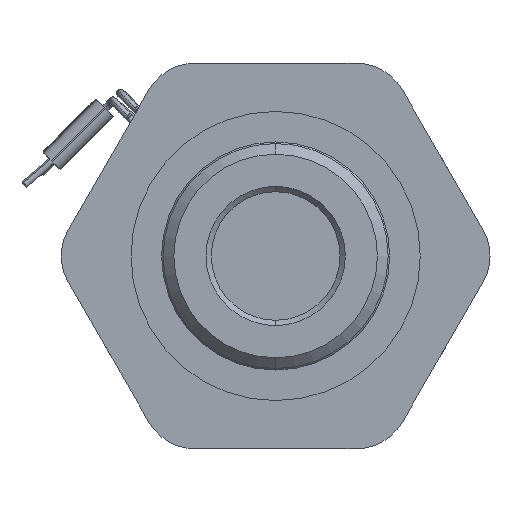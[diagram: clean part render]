
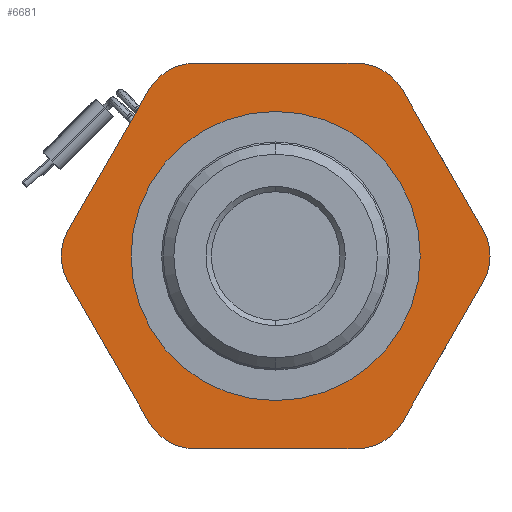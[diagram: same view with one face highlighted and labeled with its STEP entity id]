
A CAD part, front view. The second image highlights one B-rep face of the part: STEP entity #6681.
In plain terms, the highlighted planar face has unit normal (0, -1, 0).
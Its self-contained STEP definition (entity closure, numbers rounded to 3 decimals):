
#188 = AXIS2_PLACEMENT_3D ( 'NONE', #7595, #12912, #6725 ) ;
#339 = CARTESIAN_POINT ( 'NONE',  ( 13.5, -7., -18. ) ) ;
#346 = DIRECTION ( 'NONE',  ( 0.5, 0., -0.866 ) ) ;
#473 = ORIENTED_EDGE ( 'NONE', *, *, #713, .T. ) ;
#567 = CARTESIAN_POINT ( 'NONE',  ( -12.213, -7., 14.846 ) ) ;
#713 = EDGE_CURVE ( 'NONE', #11325, #2351, #8481, .T. ) ;
#877 = CIRCLE ( 'NONE', #5969, 5. ) ;
#892 = DIRECTION ( 'NONE',  ( 0., -1., 0. ) ) ;
#903 = EDGE_CURVE ( 'NONE', #13432, #2351, #4167, .T. ) ;
#931 = CARTESIAN_POINT ( 'NONE',  ( -15.011, -7., 0. ) ) ;
#1157 = EDGE_CURVE ( 'NONE', #12404, #4511, #9624, .T. ) ;
#1220 = ORIENTED_EDGE ( 'NONE', *, *, #8603, .F. ) ;
#1230 = EDGE_LOOP ( 'NONE', ( #8959, #7621 ) ) ;
#1253 = VERTEX_POINT ( 'NONE', #9939 ) ;
#1538 = ORIENTED_EDGE ( 'NONE', *, *, #8085, .T. ) ;
#2110 = CIRCLE ( 'NONE', #12900, 5. ) ;
#2138 = FACE_OUTER_BOUND ( 'NONE', #9906, .T. ) ;
#2351 = VERTEX_POINT ( 'NONE', #8803 ) ;
#2576 = AXIS2_PLACEMENT_3D ( 'NONE', #10732, #11978, #4595 ) ;
#2616 = VECTOR ( 'NONE', #346, 1000. ) ;
#2635 = CARTESIAN_POINT ( 'NONE',  ( -7.506, -7., -13. ) ) ;
#2680 = DIRECTION ( 'NONE',  ( 0., 0., -1. ) ) ;
#2822 = ORIENTED_EDGE ( 'NONE', *, *, #5930, .F. ) ;
#2878 = CARTESIAN_POINT ( 'NONE',  ( -7.506, -7., 18. ) ) ;
#2893 = AXIS2_PLACEMENT_3D ( 'NONE', #6363, #10566, #4232 ) ;
#2993 = VERTEX_POINT ( 'NONE', #8335 ) ;
#3046 = CARTESIAN_POINT ( 'NONE',  ( 13.5, -7., 18. ) ) ;
#3071 = CIRCLE ( 'NONE', #2893, 13.5 ) ;
#3126 = DIRECTION ( 'NONE',  ( 1., 0., 0. ) ) ;
#3153 = CARTESIAN_POINT ( 'NONE',  ( 7.506, -7., -18. ) ) ;
#3336 = CIRCLE ( 'NONE', #5312, 5. ) ;
#3337 = CARTESIAN_POINT ( 'NONE',  ( 18.963, -7., 3.154 ) ) ;
#3376 = VERTEX_POINT ( 'NONE', #13249 ) ;
#3470 = VECTOR ( 'NONE', #8340, 1000. ) ;
#3814 = ORIENTED_EDGE ( 'NONE', *, *, #8982, .F. ) ;
#3942 = EDGE_CURVE ( 'NONE', #2993, #1253, #4688, .T. ) ;
#4167 = LINE ( 'NONE', #4813, #7627 ) ;
#4232 = DIRECTION ( 'NONE',  ( 0., 0., -1. ) ) ;
#4308 = EDGE_CURVE ( 'NONE', #9060, #3376, #9442, .T. ) ;
#4511 = VERTEX_POINT ( 'NONE', #13230 ) ;
#4595 = DIRECTION ( 'NONE',  ( 0., 0., -1. ) ) ;
#4688 = CIRCLE ( 'NONE', #188, 13.5 ) ;
#4813 = CARTESIAN_POINT ( 'NONE',  ( 18.963, -7., -3.154 ) ) ;
#5047 = DIRECTION ( 'NONE',  ( -0.5, 0., 0.866 ) ) ;
#5088 = ORIENTED_EDGE ( 'NONE', *, *, #903, .F. ) ;
#5258 = CARTESIAN_POINT ( 'NONE',  ( 19.341, -7., 2.5 ) ) ;
#5265 = EDGE_CURVE ( 'NONE', #12404, #3376, #9903, .T. ) ;
#5312 = AXIS2_PLACEMENT_3D ( 'NONE', #2635, #6881, #2680 ) ;
#5437 = CARTESIAN_POINT ( 'NONE',  ( -7.506, -7., -18. ) ) ;
#5598 = ORIENTED_EDGE ( 'NONE', *, *, #1157, .T. ) ;
#5665 = DIRECTION ( 'NONE',  ( 0., -1., 0. ) ) ;
#5701 = VECTOR ( 'NONE', #5047, 1000. ) ;
#5836 = DIRECTION ( 'NONE',  ( 0., 0., -1. ) ) ;
#5930 = EDGE_CURVE ( 'NONE', #7945, #4511, #6479, .T. ) ;
#5969 = AXIS2_PLACEMENT_3D ( 'NONE', #10083, #8975, #5836 ) ;
#6235 = ORIENTED_EDGE ( 'NONE', *, *, #5265, .F. ) ;
#6363 = CARTESIAN_POINT ( 'NONE',  ( 0., -7., 0. ) ) ;
#6462 = EDGE_CURVE ( 'NONE', #8581, #8281, #3336, .T. ) ;
#6479 = LINE ( 'NONE', #567, #9148 ) ;
#6563 = DIRECTION ( 'NONE',  ( 0., 0., -1. ) ) ;
#6614 = CARTESIAN_POINT ( 'NONE',  ( 7.506, -7., 13. ) ) ;
#6681 = ADVANCED_FACE ( 'NONE', ( #2138, #9781 ), #8939, .T. ) ;
#6725 = DIRECTION ( 'NONE',  ( 0., 0., -1. ) ) ;
#6881 = DIRECTION ( 'NONE',  ( 0., -1., 0. ) ) ;
#6985 = AXIS2_PLACEMENT_3D ( 'NONE', #8802, #5665, #9869 ) ;
#7595 = CARTESIAN_POINT ( 'NONE',  ( 0., -7., 0. ) ) ;
#7621 = ORIENTED_EDGE ( 'NONE', *, *, #3942, .F. ) ;
#7627 = VECTOR ( 'NONE', #8855, 1000. ) ;
#7754 = DIRECTION ( 'NONE',  ( 0., -1., 0. ) ) ;
#7822 = LINE ( 'NONE', #12512, #5701 ) ;
#7897 = LINE ( 'NONE', #3337, #2616 ) ;
#7945 = VERTEX_POINT ( 'NONE', #13461 ) ;
#7996 = DIRECTION ( 'NONE',  ( 0.5, 0., 0.866 ) ) ;
#8049 = LINE ( 'NONE', #339, #3470 ) ;
#8085 = EDGE_CURVE ( 'NONE', #13432, #9187, #877, .T. ) ;
#8273 = CARTESIAN_POINT ( 'NONE',  ( -11.836, -7., -15.5 ) ) ;
#8281 = VERTEX_POINT ( 'NONE', #5437 ) ;
#8299 = CARTESIAN_POINT ( 'NONE',  ( 11.836, -7., 15.5 ) ) ;
#8315 = DIRECTION ( 'NONE',  ( 0., 0., -1. ) ) ;
#8335 = CARTESIAN_POINT ( 'NONE',  ( 0., -7., 13.5 ) ) ;
#8340 = DIRECTION ( 'NONE',  ( -1., 0., 0. ) ) ;
#8481 = CIRCLE ( 'NONE', #6985, 5. ) ;
#8581 = VERTEX_POINT ( 'NONE', #8273 ) ;
#8603 = EDGE_CURVE ( 'NONE', #8581, #8709, #7822, .T. ) ;
#8709 = VERTEX_POINT ( 'NONE', #10484 ) ;
#8802 = CARTESIAN_POINT ( 'NONE',  ( 7.506, -7., -13. ) ) ;
#8803 = CARTESIAN_POINT ( 'NONE',  ( 11.836, -7., -15.5 ) ) ;
#8840 = AXIS2_PLACEMENT_3D ( 'NONE', #6614, #12893, #6563 ) ;
#8846 = DIRECTION ( 'NONE',  ( 0., 0., -1. ) ) ;
#8855 = DIRECTION ( 'NONE',  ( -0.5, 0., -0.866 ) ) ;
#8872 = ORIENTED_EDGE ( 'NONE', *, *, #11374, .T. ) ;
#8890 = CARTESIAN_POINT ( 'NONE',  ( 13.5, -7., 0. ) ) ;
#8906 = ORIENTED_EDGE ( 'NONE', *, *, #11541, .F. ) ;
#8939 = PLANE ( 'NONE',  #12117 ) ;
#8959 = ORIENTED_EDGE ( 'NONE', *, *, #9166, .F. ) ;
#8975 = DIRECTION ( 'NONE',  ( 0., -1., 0. ) ) ;
#8982 = EDGE_CURVE ( 'NONE', #11325, #8281, #8049, .T. ) ;
#9060 = VERTEX_POINT ( 'NONE', #8299 ) ;
#9148 = VECTOR ( 'NONE', #7996, 1000. ) ;
#9166 = EDGE_CURVE ( 'NONE', #1253, #2993, #3071, .T. ) ;
#9187 = VERTEX_POINT ( 'NONE', #5258 ) ;
#9442 = CIRCLE ( 'NONE', #8840, 5. ) ;
#9624 = CIRCLE ( 'NONE', #2576, 5. ) ;
#9781 = FACE_BOUND ( 'NONE', #1230, .T. ) ;
#9783 = ORIENTED_EDGE ( 'NONE', *, *, #4308, .T. ) ;
#9869 = DIRECTION ( 'NONE',  ( 0., 0., -1. ) ) ;
#9903 = LINE ( 'NONE', #3046, #11860 ) ;
#9906 = EDGE_LOOP ( 'NONE', ( #6235, #5598, #2822, #8872, #1220, #13459, #3814, #473, #5088, #1538, #8906, #9783 ) ) ;
#9939 = CARTESIAN_POINT ( 'NONE',  ( 0., -7., -13.5 ) ) ;
#10083 = CARTESIAN_POINT ( 'NONE',  ( 15.011, -7., 0. ) ) ;
#10484 = CARTESIAN_POINT ( 'NONE',  ( -19.341, -7., -2.5 ) ) ;
#10566 = DIRECTION ( 'NONE',  ( 0., -1., 0. ) ) ;
#10732 = CARTESIAN_POINT ( 'NONE',  ( -7.506, -7., 13. ) ) ;
#11325 = VERTEX_POINT ( 'NONE', #3153 ) ;
#11374 = EDGE_CURVE ( 'NONE', #7945, #8709, #2110, .T. ) ;
#11541 = EDGE_CURVE ( 'NONE', #9060, #9187, #7897, .T. ) ;
#11860 = VECTOR ( 'NONE', #3126, 1000. ) ;
#11978 = DIRECTION ( 'NONE',  ( 0., -1., 0. ) ) ;
#12117 = AXIS2_PLACEMENT_3D ( 'NONE', #8890, #7754, #8846 ) ;
#12404 = VERTEX_POINT ( 'NONE', #2878 ) ;
#12512 = CARTESIAN_POINT ( 'NONE',  ( -12.213, -7., -14.846 ) ) ;
#12893 = DIRECTION ( 'NONE',  ( 0., -1., 0. ) ) ;
#12900 = AXIS2_PLACEMENT_3D ( 'NONE', #931, #892, #8315 ) ;
#12912 = DIRECTION ( 'NONE',  ( 0., -1., 0. ) ) ;
#13230 = CARTESIAN_POINT ( 'NONE',  ( -11.836, -7., 15.5 ) ) ;
#13249 = CARTESIAN_POINT ( 'NONE',  ( 7.506, -7., 18. ) ) ;
#13256 = CARTESIAN_POINT ( 'NONE',  ( 19.341, -7., -2.5 ) ) ;
#13432 = VERTEX_POINT ( 'NONE', #13256 ) ;
#13459 = ORIENTED_EDGE ( 'NONE', *, *, #6462, .T. ) ;
#13461 = CARTESIAN_POINT ( 'NONE',  ( -19.341, -7., 2.5 ) ) ;
